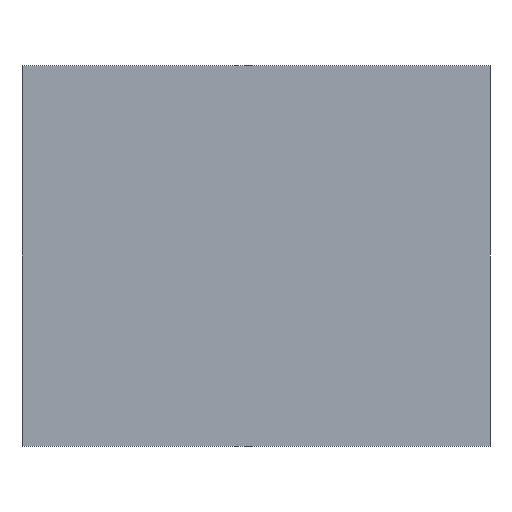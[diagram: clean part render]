
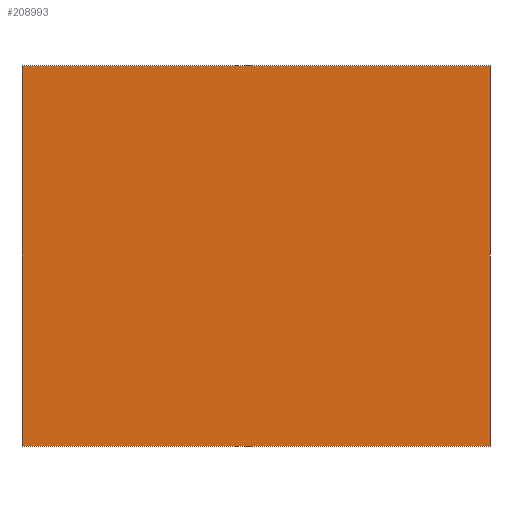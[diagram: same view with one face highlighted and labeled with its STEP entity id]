
A CAD part, front view. The second image highlights one B-rep face of the part: STEP entity #208993.
In plain terms, the highlighted planar face has unit normal (0, -1, 0).
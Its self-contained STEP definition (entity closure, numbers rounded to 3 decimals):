
#3102 = CARTESIAN_POINT ( 'NONE',  ( 9215., -3000., 8685. ) ) ;
#4796 = ORIENTED_EDGE ( 'NONE', *, *, #23422, .F. ) ;
#11791 = VERTEX_POINT ( 'NONE', #72095 ) ;
#23422 = EDGE_CURVE ( 'NONE', #11791, #38346, #85745, .T. ) ;
#24786 = VECTOR ( 'NONE', #84493, 1000. ) ;
#38346 = VERTEX_POINT ( 'NONE', #3102 ) ;
#38384 = VECTOR ( 'NONE', #245304, 1000. ) ;
#41145 = ORIENTED_EDGE ( 'NONE', *, *, #52590, .F. ) ;
#47782 = LINE ( 'NONE', #180045, #62892 ) ;
#52590 = EDGE_CURVE ( 'NONE', #83749, #186102, #174323, .T. ) ;
#55194 = FACE_OUTER_BOUND ( 'NONE', #106636, .T. ) ;
#62892 = VECTOR ( 'NONE', #218751, 1000. ) ;
#63503 = CARTESIAN_POINT ( 'NONE',  ( -9215., -3000., -6315. ) ) ;
#72095 = CARTESIAN_POINT ( 'NONE',  ( -9215., -3000., 8685. ) ) ;
#81394 = EDGE_CURVE ( 'NONE', #186102, #11791, #47782, .T. ) ;
#83749 = VERTEX_POINT ( 'NONE', #113955 ) ;
#84493 = DIRECTION ( 'NONE',  ( 1., 0., 0. ) ) ;
#85745 = LINE ( 'NONE', #198034, #24786 ) ;
#92622 = PLANE ( 'NONE',  #123276 ) ;
#95079 = DIRECTION ( 'NONE',  ( 0., 0., 1. ) ) ;
#96960 = DIRECTION ( 'NONE',  ( -1., 0., 0. ) ) ;
#105116 = ORIENTED_EDGE ( 'NONE', *, *, #191522, .F. ) ;
#106636 = EDGE_LOOP ( 'NONE', ( #157759, #41145, #105116, #4796 ) ) ;
#113955 = CARTESIAN_POINT ( 'NONE',  ( 9215., -3000., -6315. ) ) ;
#123276 = AXIS2_PLACEMENT_3D ( 'NONE', #244966, #189899, #95079 ) ;
#146666 = CARTESIAN_POINT ( 'NONE',  ( 9215., -3000., -6315. ) ) ;
#157759 = ORIENTED_EDGE ( 'NONE', *, *, #81394, .F. ) ;
#174323 = LINE ( 'NONE', #191766, #190023 ) ;
#180045 = CARTESIAN_POINT ( 'NONE',  ( -9215., -3000., -6315. ) ) ;
#186102 = VERTEX_POINT ( 'NONE', #63503 ) ;
#189899 = DIRECTION ( 'NONE',  ( 0., 1., 0. ) ) ;
#190023 = VECTOR ( 'NONE', #96960, 1000. ) ;
#191522 = EDGE_CURVE ( 'NONE', #38346, #83749, #226526, .T. ) ;
#191766 = CARTESIAN_POINT ( 'NONE',  ( -9215., -3000., -6315. ) ) ;
#198034 = CARTESIAN_POINT ( 'NONE',  ( -9215., -3000., 8685. ) ) ;
#208993 = ADVANCED_FACE ( 'NONE', ( #55194 ), #92622, .F. ) ;
#218751 = DIRECTION ( 'NONE',  ( 0., 0., 1. ) ) ;
#226526 = LINE ( 'NONE', #146666, #38384 ) ;
#244966 = CARTESIAN_POINT ( 'NONE',  ( 0., -3000., 0. ) ) ;
#245304 = DIRECTION ( 'NONE',  ( 0., 0., -1. ) ) ;
